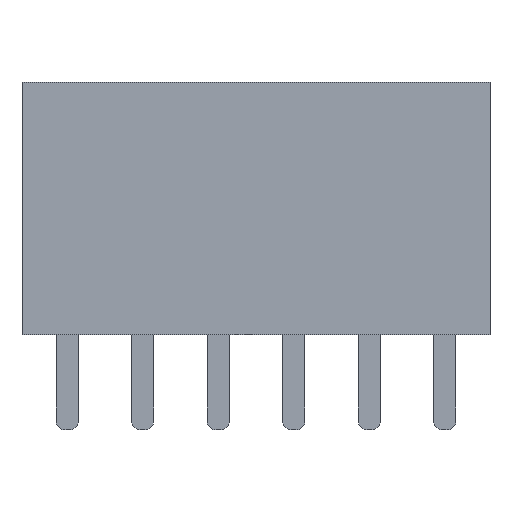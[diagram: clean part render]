
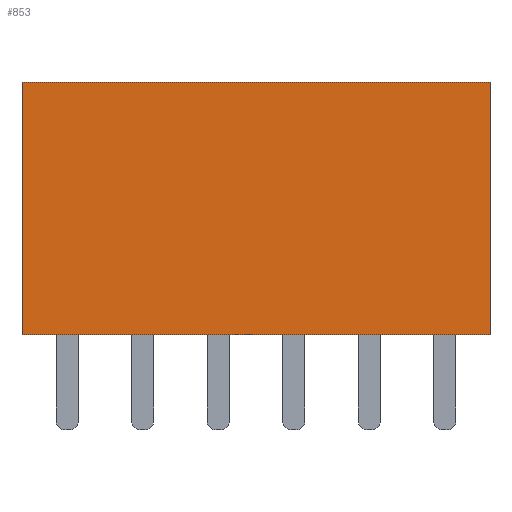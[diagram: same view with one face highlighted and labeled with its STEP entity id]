
A CAD part, top view. The second image highlights one B-rep face of the part: STEP entity #853.
In plain terms, the highlighted planar face has unit normal (0, 0, 1).
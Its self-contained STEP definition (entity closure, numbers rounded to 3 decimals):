
#85 = VERTEX_POINT ( 'NONE', #306 ) ;
#306 = CARTESIAN_POINT ( 'NONE',  ( 7.87, 0., 1.27 ) ) ;
#399 = ORIENTED_EDGE ( 'NONE', *, *, #1401, .F. ) ;
#547 = CARTESIAN_POINT ( 'NONE',  ( -7.87, 0., 1.27 ) ) ;
#580 = CARTESIAN_POINT ( 'NONE',  ( 7.87, 8.5, 1.27 ) ) ;
#602 = DIRECTION ( 'NONE',  ( 1., 0., 0. ) ) ;
#721 = CARTESIAN_POINT ( 'NONE',  ( -7.87, 8.5, 1.27 ) ) ;
#774 = CARTESIAN_POINT ( 'NONE',  ( -7.87, 0., 1.27 ) ) ;
#853 = ADVANCED_FACE ( 'NONE', ( #1725 ), #975, .F. ) ;
#975 = PLANE ( 'NONE',  #3864 ) ;
#1069 = VECTOR ( 'NONE', #4336, 1000. ) ;
#1108 = ORIENTED_EDGE ( 'NONE', *, *, #1133, .T. ) ;
#1133 = EDGE_CURVE ( 'NONE', #1927, #85, #1220, .T. ) ;
#1220 = LINE ( 'NONE', #547, #1069 ) ;
#1251 = CARTESIAN_POINT ( 'NONE',  ( 7.87, 8.5, 1.27 ) ) ;
#1310 = CARTESIAN_POINT ( 'NONE',  ( -7.87, 8.5, 1.27 ) ) ;
#1401 = EDGE_CURVE ( 'NONE', #2792, #85, #4332, .T. ) ;
#1604 = DIRECTION ( 'NONE',  ( 0., -1., 0. ) ) ;
#1620 = VERTEX_POINT ( 'NONE', #721 ) ;
#1665 = LINE ( 'NONE', #1310, #3339 ) ;
#1725 = FACE_OUTER_BOUND ( 'NONE', #2832, .T. ) ;
#1792 = DIRECTION ( 'NONE',  ( 0., -1., 0. ) ) ;
#1927 = VERTEX_POINT ( 'NONE', #774 ) ;
#2006 = VECTOR ( 'NONE', #1604, 1000. ) ;
#2335 = VECTOR ( 'NONE', #1792, 1000. ) ;
#2469 = DIRECTION ( 'NONE',  ( 0., 0., -1. ) ) ;
#2710 = EDGE_CURVE ( 'NONE', #1620, #1927, #4155, .T. ) ;
#2792 = VERTEX_POINT ( 'NONE', #580 ) ;
#2832 = EDGE_LOOP ( 'NONE', ( #1108, #399, #4376, #3493 ) ) ;
#3068 = EDGE_CURVE ( 'NONE', #1620, #2792, #1665, .T. ) ;
#3135 = DIRECTION ( 'NONE',  ( -1., 0., 0. ) ) ;
#3339 = VECTOR ( 'NONE', #602, 1000. ) ;
#3446 = CARTESIAN_POINT ( 'NONE',  ( -7.87, 8.5, 1.27 ) ) ;
#3493 = ORIENTED_EDGE ( 'NONE', *, *, #2710, .T. ) ;
#3864 = AXIS2_PLACEMENT_3D ( 'NONE', #4156, #2469, #3135 ) ;
#4155 = LINE ( 'NONE', #3446, #2335 ) ;
#4156 = CARTESIAN_POINT ( 'NONE',  ( -7.87, 8.5, 1.27 ) ) ;
#4332 = LINE ( 'NONE', #1251, #2006 ) ;
#4336 = DIRECTION ( 'NONE',  ( 1., 0., 0. ) ) ;
#4376 = ORIENTED_EDGE ( 'NONE', *, *, #3068, .F. ) ;
